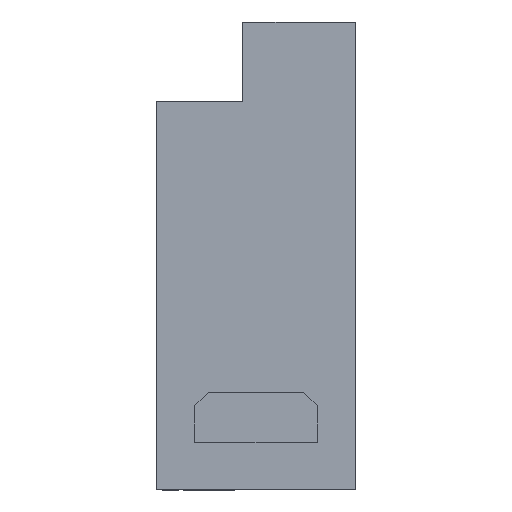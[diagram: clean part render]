
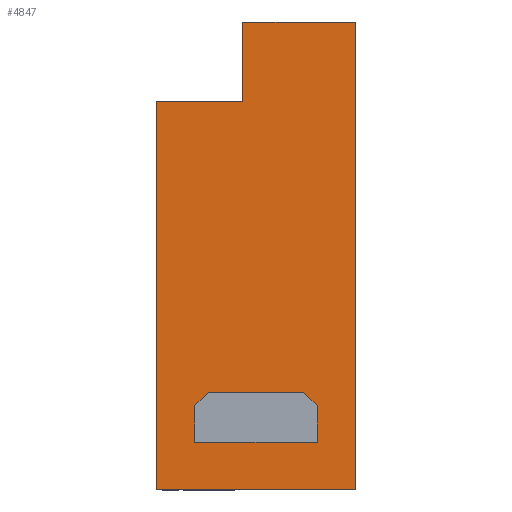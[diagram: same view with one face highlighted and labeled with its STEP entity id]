
A CAD part, front view. The second image highlights one B-rep face of the part: STEP entity #4847.
In plain terms, the highlighted planar face has unit normal (0, -1, 0).
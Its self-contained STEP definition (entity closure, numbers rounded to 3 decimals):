
#3862=PLANE('',#15560);
#4847=ADVANCED_FACE('',(#5401,#5402),#3862,.T.);
#5401=FACE_BOUND('',#5692,.T.);
#5402=FACE_BOUND('',#5693,.T.);
#5692=EDGE_LOOP('',(#7034,#7035,#7036,#7037,#7038,#7039));
#5693=EDGE_LOOP('',(#7040,#7041,#7042,#7043,#7044,#7045));
#7034=ORIENTED_EDGE('',*,*,#10093,.T.);
#7035=ORIENTED_EDGE('',*,*,#10609,.T.);
#7036=ORIENTED_EDGE('',*,*,#10508,.T.);
#7037=ORIENTED_EDGE('',*,*,#10141,.T.);
#7038=ORIENTED_EDGE('',*,*,#10604,.T.);
#7039=ORIENTED_EDGE('',*,*,#10603,.T.);
#7040=ORIENTED_EDGE('',*,*,#10500,.T.);
#7041=ORIENTED_EDGE('',*,*,#10095,.T.);
#7042=ORIENTED_EDGE('',*,*,#10581,.F.);
#7043=ORIENTED_EDGE('',*,*,#10582,.T.);
#7044=ORIENTED_EDGE('',*,*,#10505,.T.);
#7045=ORIENTED_EDGE('',*,*,#10496,.T.);
#9118=VERTEX_POINT('',#18456);
#9119=VERTEX_POINT('',#18458);
#9120=VERTEX_POINT('',#18462);
#9121=VERTEX_POINT('',#18463);
#9166=VERTEX_POINT('',#18554);
#9167=VERTEX_POINT('',#18556);
#9411=VERTEX_POINT('',#19621);
#9412=VERTEX_POINT('',#19622);
#9417=VERTEX_POINT('',#19639);
#9419=VERTEX_POINT('',#19645);
#9490=VERTEX_POINT('',#19827);
#9503=VERTEX_POINT('',#19870);
#10093=EDGE_CURVE('',#9119,#9118,#12619,.T.);
#10095=EDGE_CURVE('',#9120,#9121,#12621,.T.);
#10141=EDGE_CURVE('',#9167,#9166,#12662,.T.);
#10496=EDGE_CURVE('',#9411,#9412,#12891,.T.);
#10500=EDGE_CURVE('',#9412,#9120,#12895,.T.);
#10505=EDGE_CURVE('',#9417,#9411,#12900,.T.);
#10508=EDGE_CURVE('',#9419,#9167,#12903,.T.);
#10581=EDGE_CURVE('',#9490,#9121,#12963,.T.);
#10582=EDGE_CURVE('',#9490,#9417,#12964,.T.);
#10603=EDGE_CURVE('',#9503,#9119,#12985,.T.);
#10604=EDGE_CURVE('',#9166,#9503,#12986,.T.);
#10609=EDGE_CURVE('',#9118,#9419,#12988,.T.);
#12619=LINE('',#18457,#13570);
#12621=LINE('',#18461,#13572);
#12662=LINE('',#18555,#13613);
#12891=LINE('',#19620,#13842);
#12895=LINE('',#19629,#13846);
#12900=LINE('',#19638,#13851);
#12903=LINE('',#19644,#13854);
#12963=LINE('',#19828,#13914);
#12964=LINE('',#19830,#13915);
#12985=LINE('',#19873,#13936);
#12986=LINE('',#19875,#13937);
#12988=LINE('',#19887,#13939);
#13570=VECTOR('',#16100,1.);
#13572=VECTOR('',#16104,1.);
#13613=VECTOR('',#16157,1.);
#13842=VECTOR('',#16770,1.);
#13846=VECTOR('',#16776,1.);
#13851=VECTOR('',#16785,1.);
#13854=VECTOR('',#16790,1.);
#13914=VECTOR('',#16874,1.);
#13915=VECTOR('',#16877,1.);
#13936=VECTOR('',#16914,1.);
#13937=VECTOR('',#16917,1.);
#13939=VECTOR('',#16933,1.);
#15560=AXIS2_PLACEMENT_3D('',#19888,#16934,#16935);
#16100=DIRECTION('',(0.,0.,-1.));
#16104=DIRECTION('',(0.,0.,1.));
#16157=DIRECTION('',(1.,0.,0.));
#16770=DIRECTION('',(0.,0.,-1.));
#16776=DIRECTION('',(-1.,0.,0.));
#16785=DIRECTION('',(0.707,0.,-0.707));
#16790=DIRECTION('',(0.,0.,-1.));
#16874=DIRECTION('',(-0.707,0.,-0.707));
#16877=DIRECTION('',(1.,0.,0.));
#16914=DIRECTION('',(-1.,0.,0.));
#16917=DIRECTION('',(0.,0.,1.));
#16933=DIRECTION('',(-1.,0.,0.));
#16934=DIRECTION('',(0.,-1.,0.));
#16935=DIRECTION('',(0.,0.,1.));
#18456=CARTESIAN_POINT('',(-0.975,-15.15,25.05));
#18457=CARTESIAN_POINT('',(-0.975,-15.15,30.1));
#18458=CARTESIAN_POINT('',(-0.975,-15.15,30.9));
#18461=CARTESIAN_POINT('',(-4.5,-15.15,2.9));
#18462=CARTESIAN_POINT('',(-4.5,-15.15,0.));
#18463=CARTESIAN_POINT('',(-4.5,-15.15,2.7));
#18554=CARTESIAN_POINT('',(7.325,-15.15,-3.5));
#18555=CARTESIAN_POINT('',(-6.575,-15.15,-3.5));
#18556=CARTESIAN_POINT('',(-7.325,-15.15,-3.5));
#19620=CARTESIAN_POINT('',(4.5,-15.15,2.7));
#19621=CARTESIAN_POINT('',(4.5,-15.15,2.7));
#19622=CARTESIAN_POINT('',(4.5,-15.15,0.));
#19629=CARTESIAN_POINT('',(4.5,-15.15,0.));
#19638=CARTESIAN_POINT('',(3.5,-15.15,3.7));
#19639=CARTESIAN_POINT('',(3.5,-15.15,3.7));
#19644=CARTESIAN_POINT('',(-7.325,-15.15,-3.5));
#19645=CARTESIAN_POINT('',(-7.325,-15.15,25.05));
#19827=CARTESIAN_POINT('',(-3.5,-15.15,3.7));
#19828=CARTESIAN_POINT('',(-3.429,-15.15,3.771));
#19830=CARTESIAN_POINT('',(-1.075,-15.15,3.7));
#19870=CARTESIAN_POINT('',(7.325,-15.15,30.9));
#19873=CARTESIAN_POINT('',(6.575,-15.15,30.9));
#19875=CARTESIAN_POINT('',(7.325,-15.15,-3.5));
#19887=CARTESIAN_POINT('',(-2.325,-15.15,25.05));
#19888=CARTESIAN_POINT('',(-0.975,-15.15,-2.718));
